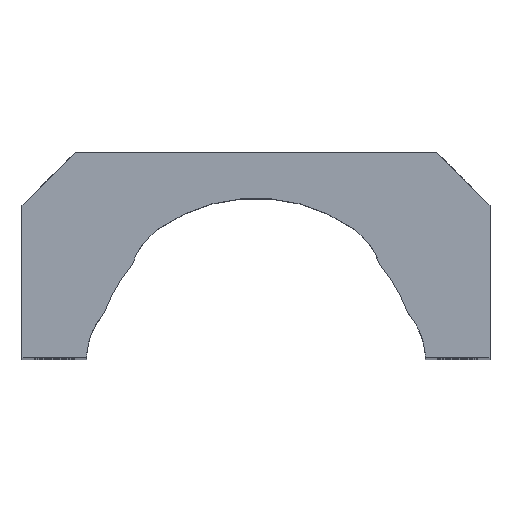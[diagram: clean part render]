
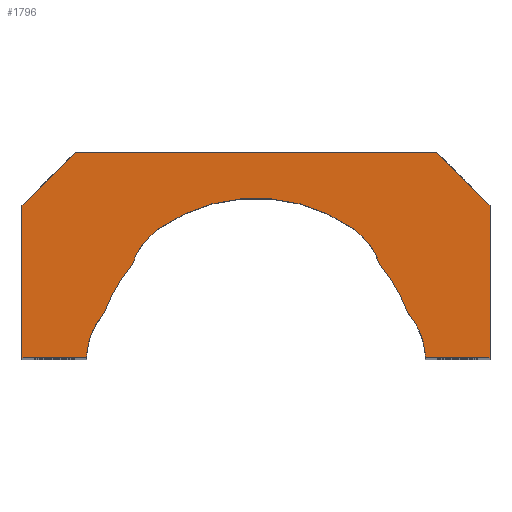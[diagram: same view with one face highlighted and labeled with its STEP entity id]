
A CAD part, top view. The second image highlights one B-rep face of the part: STEP entity #1796.
In plain terms, the highlighted planar face has unit normal (0, 0, 1).
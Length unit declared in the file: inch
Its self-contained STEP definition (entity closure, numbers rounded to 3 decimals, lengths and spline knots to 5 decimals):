
#105=CIRCLE('',#1981,0.125);
#106=CIRCLE('',#1983,0.125);
#107=CIRCLE('',#1985,0.29);
#108=CIRCLE('',#1987,0.305);
#109=CIRCLE('',#1989,0.305);
#110=CIRCLE('',#1991,0.125);
#111=CIRCLE('',#1993,0.125);
#112=CIRCLE('',#1995,0.29);
#113=CIRCLE('',#1997,0.305);
#268=FACE_OUTER_BOUND('',#384,.T.);
#384=EDGE_LOOP('',(#1634,#1635,#1636,#1637,#1638,#1639,#1640,#1641,#1642,
#1643,#1644,#1645,#1646,#1647,#1648,#1649));
#414=LINE('',#2545,#566);
#452=LINE('',#2668,#604);
#455=LINE('',#2675,#607);
#558=LINE('',#3109,#710);
#560=LINE('',#3112,#712);
#561=LINE('',#3115,#713);
#563=LINE('',#3118,#715);
#566=VECTOR('',#2013,0.3937);
#604=VECTOR('',#2121,0.3937);
#607=VECTOR('',#2126,0.3937);
#710=VECTOR('',#2517,0.3937);
#712=VECTOR('',#2521,0.3937);
#713=VECTOR('',#2524,0.3937);
#715=VECTOR('',#2528,0.3937);
#719=VERTEX_POINT('',#2542);
#720=VERTEX_POINT('',#2544);
#770=VERTEX_POINT('',#2666);
#773=VERTEX_POINT('',#2673);
#870=VERTEX_POINT('',#3070);
#871=VERTEX_POINT('',#3071);
#872=VERTEX_POINT('',#3076);
#873=VERTEX_POINT('',#3078);
#874=VERTEX_POINT('',#3084);
#875=VERTEX_POINT('',#3088);
#876=VERTEX_POINT('',#3092);
#877=VERTEX_POINT('',#3096);
#878=VERTEX_POINT('',#3098);
#879=VERTEX_POINT('',#3104);
#880=VERTEX_POINT('',#3108);
#881=VERTEX_POINT('',#3114);
#885=EDGE_CURVE('',#720,#719,#414,.T.);
#947=EDGE_CURVE('',#719,#770,#452,.T.);
#950=EDGE_CURVE('',#770,#773,#455,.T.);
#1113=EDGE_CURVE('',#870,#871,#105,.T.);
#1117=EDGE_CURVE('',#873,#872,#106,.F.);
#1119=EDGE_CURVE('',#870,#873,#107,.T.);
#1120=EDGE_CURVE('',#874,#871,#108,.T.);
#1123=EDGE_CURVE('',#872,#875,#109,.T.);
#1124=EDGE_CURVE('',#876,#875,#110,.T.);
#1127=EDGE_CURVE('',#878,#877,#111,.F.);
#1129=EDGE_CURVE('',#876,#878,#112,.T.);
#1131=EDGE_CURVE('',#877,#879,#113,.T.);
#1132=EDGE_CURVE('',#880,#720,#558,.T.);
#1134=EDGE_CURVE('',#879,#880,#560,.T.);
#1135=EDGE_CURVE('',#881,#874,#561,.T.);
#1137=EDGE_CURVE('',#773,#881,#563,.T.);
#1634=ORIENTED_EDGE('',*,*,#885,.T.);
#1635=ORIENTED_EDGE('',*,*,#947,.T.);
#1636=ORIENTED_EDGE('',*,*,#950,.T.);
#1637=ORIENTED_EDGE('',*,*,#1137,.T.);
#1638=ORIENTED_EDGE('',*,*,#1135,.T.);
#1639=ORIENTED_EDGE('',*,*,#1120,.T.);
#1640=ORIENTED_EDGE('',*,*,#1113,.F.);
#1641=ORIENTED_EDGE('',*,*,#1119,.T.);
#1642=ORIENTED_EDGE('',*,*,#1117,.T.);
#1643=ORIENTED_EDGE('',*,*,#1123,.T.);
#1644=ORIENTED_EDGE('',*,*,#1124,.F.);
#1645=ORIENTED_EDGE('',*,*,#1129,.T.);
#1646=ORIENTED_EDGE('',*,*,#1127,.T.);
#1647=ORIENTED_EDGE('',*,*,#1131,.T.);
#1648=ORIENTED_EDGE('',*,*,#1134,.T.);
#1649=ORIENTED_EDGE('',*,*,#1132,.T.);
#1704=PLANE('',#2002);
#1796=ADVANCED_FACE('',(#268),#1704,.T.);
#1981=AXIS2_PLACEMENT_3D('',#3072,#2471,#2472);
#1983=AXIS2_PLACEMENT_3D('',#3079,#2478,#2479);
#1985=AXIS2_PLACEMENT_3D('',#3082,#2483,#2484);
#1987=AXIS2_PLACEMENT_3D('',#3085,#2487,#2488);
#1989=AXIS2_PLACEMENT_3D('',#3090,#2493,#2494);
#1991=AXIS2_PLACEMENT_3D('',#3093,#2497,#2498);
#1993=AXIS2_PLACEMENT_3D('',#3099,#2503,#2504);
#1995=AXIS2_PLACEMENT_3D('',#3102,#2508,#2509);
#1997=AXIS2_PLACEMENT_3D('',#3106,#2513,#2514);
#2002=AXIS2_PLACEMENT_3D('',#3119,#2529,#2530);
#2013=DIRECTION('',(-0.707,0.707,0.));
#2121=DIRECTION('',(-1.,0.,0.));
#2126=DIRECTION('',(-0.707,-0.707,0.));
#2471=DIRECTION('center_axis',(0.,0.,1.));
#2472=DIRECTION('ref_axis',(-0.996,0.088,0.));
#2478=DIRECTION('center_axis',(0.,0.,1.));
#2479=DIRECTION('ref_axis',(-0.575,0.818,0.));
#2483=DIRECTION('center_axis',(0.,0.,-1.));
#2484=DIRECTION('ref_axis',(0.766,-0.643,0.));
#2487=DIRECTION('center_axis',(0.,0.,-1.));
#2488=DIRECTION('ref_axis',(-1.,0.,0.));
#2493=DIRECTION('center_axis',(0.,0.,-1.));
#2494=DIRECTION('ref_axis',(-1.,0.,0.));
#2497=DIRECTION('center_axis',(0.,0.,1.));
#2498=DIRECTION('ref_axis',(0.575,0.818,0.));
#2503=DIRECTION('center_axis',(0.,0.,1.));
#2504=DIRECTION('ref_axis',(0.996,0.088,0.));
#2508=DIRECTION('center_axis',(0.,0.,-1.));
#2509=DIRECTION('ref_axis',(-0.94,-0.342,0.));
#2513=DIRECTION('center_axis',(0.,0.,-1.));
#2514=DIRECTION('ref_axis',(-1.,0.,0.));
#2517=DIRECTION('',(0.,1.,0.));
#2521=DIRECTION('',(1.,0.,0.));
#2524=DIRECTION('',(1.,0.,0.));
#2528=DIRECTION('',(0.,-1.,0.));
#2529=DIRECTION('center_axis',(0.,0.,1.));
#2530=DIRECTION('ref_axis',(1.,0.,0.));
#2542=CARTESIAN_POINT('',(0.3245,0.38779,0.1155));
#2544=CARTESIAN_POINT('',(0.4205,0.29179,0.1155));
#2545=CARTESIAN_POINT('',(0.2896,0.42269,0.1155));
#2666=CARTESIAN_POINT('',(-0.3245,0.38779,0.1155));
#2668=CARTESIAN_POINT('',(0.4205,0.38779,0.1155));
#2673=CARTESIAN_POINT('',(-0.4205,0.29179,0.1155));
#2675=CARTESIAN_POINT('',(-0.2896,0.42269,0.1155));
#3070=CARTESIAN_POINT('',(-0.27251,0.09919,0.1155));
#3071=CARTESIAN_POINT('',(-0.30381,0.02695,0.1155));
#3072=CARTESIAN_POINT('Origin',(-0.1793,0.0159,0.1155));
#3076=CARTESIAN_POINT('',(-0.17524,0.24963,0.1155));
#3078=CARTESIAN_POINT('',(-0.22215,0.18641,0.1155));
#3079=CARTESIAN_POINT('Origin',(-0.10342,0.14732,0.1155));
#3082=CARTESIAN_POINT('Origin',(0.,0.,
0.1155));
#3084=CARTESIAN_POINT('',(-0.30447,0.018,0.1155));
#3085=CARTESIAN_POINT('Origin',(0.,0.,0.1155));
#3088=CARTESIAN_POINT('',(0.17524,0.24963,0.1155));
#3090=CARTESIAN_POINT('Origin',(0.,0.,0.1155));
#3092=CARTESIAN_POINT('',(0.22215,0.18641,0.1155));
#3093=CARTESIAN_POINT('Origin',(0.10342,0.14732,0.1155));
#3096=CARTESIAN_POINT('',(0.30381,0.02695,0.1155));
#3098=CARTESIAN_POINT('',(0.27251,0.09919,0.1155));
#3099=CARTESIAN_POINT('Origin',(0.1793,0.0159,0.1155));
#3102=CARTESIAN_POINT('Origin',(0.,0.,
0.1155));
#3104=CARTESIAN_POINT('',(0.30447,0.018,0.1155));
#3106=CARTESIAN_POINT('Origin',(0.,0.,0.1155));
#3108=CARTESIAN_POINT('',(0.4205,0.018,0.1155));
#3109=CARTESIAN_POINT('',(0.4205,0.018,0.1155));
#3112=CARTESIAN_POINT('',(0.30447,0.018,0.1155));
#3114=CARTESIAN_POINT('',(-0.4205,0.018,0.1155));
#3115=CARTESIAN_POINT('',(-0.4205,0.018,0.1155));
#3118=CARTESIAN_POINT('',(-0.4205,0.38779,0.1155));
#3119=CARTESIAN_POINT('Origin',(0.,0.20289,
0.1155));
